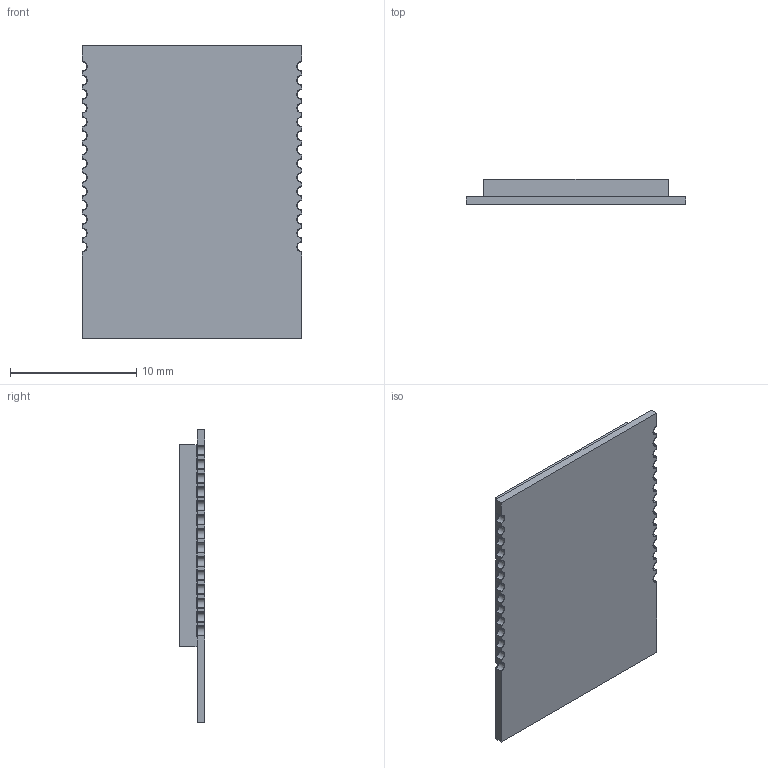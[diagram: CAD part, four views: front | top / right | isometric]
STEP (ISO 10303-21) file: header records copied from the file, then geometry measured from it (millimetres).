
FILE_DESCRIPTION (( 'STEP AP214' ), '1' );
FILE_NAME ('MS88SF2.STEP', '2021-04-06T22:09:27', ( '' ), ( '' ), 'SwSTEP 2.0', 'SolidWorks 2020', '' );
FILE_SCHEMA (( 'AUTOMOTIVE_DESIGN' ));
Length unit declared in the file: millimetre
Products named in the file (1): MS88SF2
Bounding box: 17.4 x 2 x 23.2 mm (x, y, z)
Volume: 566.4 mm3; surface area: 1486.9 mm2
Topology: 30 solids, 30 shells, 348 faces, 864 edges, 576 vertices
Faces by surface type: plane 264, cylinder 84
Entity records: 13541 total; most frequent: CARTESIAN_POINT 1789, DIRECTION 1730, ORIENTED_EDGE 1728, EDGE_CURVE 864, LINE 696, VECTOR 696, VERTEX_POINT 576, AXIS2_PLACEMENT_3D 517
